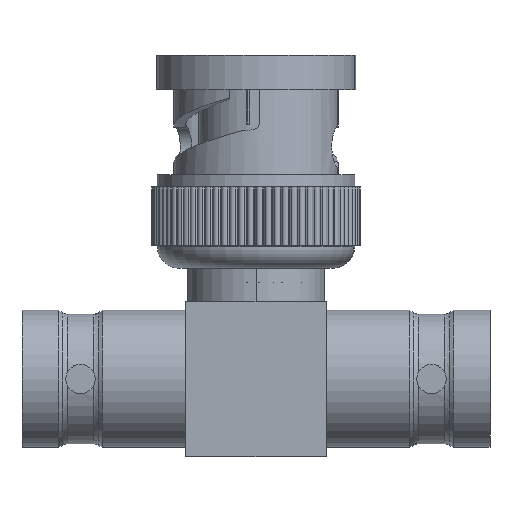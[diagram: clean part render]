
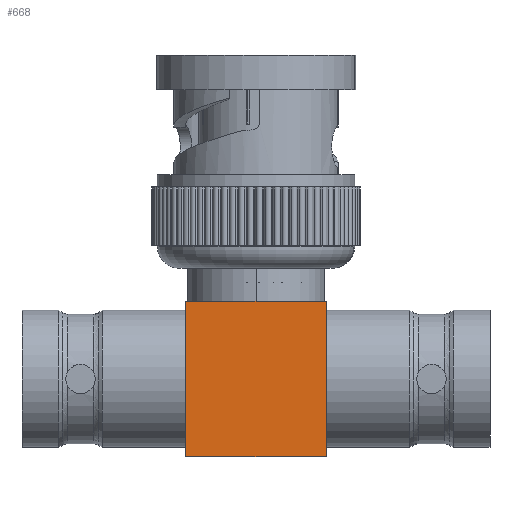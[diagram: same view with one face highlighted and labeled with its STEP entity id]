
A CAD part, left-side view. The second image highlights one B-rep face of the part: STEP entity #668.
In plain terms, the highlighted planar face has unit normal (-1, 0, 0).
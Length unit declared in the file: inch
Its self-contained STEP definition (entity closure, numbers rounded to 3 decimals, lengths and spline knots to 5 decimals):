
#645 = EDGE_CURVE ( 'NONE', #687, #649, #6131, .T. ) ;
#649 = VERTEX_POINT ( 'NONE', #6123 ) ;
#657 = ORIENTED_EDGE ( 'NONE', *, *, #645, .F. ) ;
#658 = ORIENTED_EDGE ( 'NONE', *, *, #659, .F. ) ;
#659 = EDGE_CURVE ( 'NONE', #702, #687, #6360, .T. ) ;
#660 = ORIENTED_EDGE ( 'NONE', *, *, #673, .T. ) ;
#668 = ADVANCED_FACE ( 'NONE', ( #6585 ), #6584, .F. ) ;
#669 = EDGE_LOOP ( 'NONE', ( #670, #657, #658, #660 ) ) ;
#670 = ORIENTED_EDGE ( 'NONE', *, *, #671, .T. ) ;
#671 = EDGE_CURVE ( 'NONE', #701, #649, #6579, .T. ) ;
#673 = EDGE_CURVE ( 'NONE', #702, #701, #6575, .T. ) ;
#687 = VERTEX_POINT ( 'NONE', #6548 ) ;
#701 = VERTEX_POINT ( 'NONE', #6517 ) ;
#702 = VERTEX_POINT ( 'NONE', #6516 ) ;
#6123 = CARTESIAN_POINT ( 'NONE',  ( -0.1925, -0.1925, -0.2125 ) ) ;
#6128 = DIRECTION ( 'NONE',  ( 0., 0., -1. ) ) ;
#6129 = VECTOR ( 'NONE', #6128, 39.37008 ) ;
#6130 = CARTESIAN_POINT ( 'NONE',  ( -0.1925, -0.1925, 0.2125 ) ) ;
#6131 = LINE ( 'NONE', #6130, #6129 ) ;
#6357 = DIRECTION ( 'NONE',  ( 0., -1., 0. ) ) ;
#6358 = VECTOR ( 'NONE', #6357, 39.37008 ) ;
#6359 = CARTESIAN_POINT ( 'NONE',  ( -0.1925, 0.1925, 0.2125 ) ) ;
#6360 = LINE ( 'NONE', #6359, #6358 ) ;
#6516 = CARTESIAN_POINT ( 'NONE',  ( -0.1925, 0.1925, 0.2125 ) ) ;
#6517 = CARTESIAN_POINT ( 'NONE',  ( -0.1925, 0.1925, -0.2125 ) ) ;
#6548 = CARTESIAN_POINT ( 'NONE',  ( -0.1925, -0.1925, 0.2125 ) ) ;
#6572 = DIRECTION ( 'NONE',  ( 0., 0., -1. ) ) ;
#6573 = VECTOR ( 'NONE', #6572, 39.37008 ) ;
#6574 = CARTESIAN_POINT ( 'NONE',  ( -0.1925, 0.1925, 0.2125 ) ) ;
#6575 = LINE ( 'NONE', #6574, #6573 ) ;
#6576 = DIRECTION ( 'NONE',  ( 0., -1., 0. ) ) ;
#6577 = VECTOR ( 'NONE', #6576, 39.37008 ) ;
#6578 = CARTESIAN_POINT ( 'NONE',  ( -0.1925, 0.1925, -0.2125 ) ) ;
#6579 = LINE ( 'NONE', #6578, #6577 ) ;
#6580 = DIRECTION ( 'NONE',  ( 0., 0., -1. ) ) ;
#6581 = DIRECTION ( 'NONE',  ( 1., 0., 0. ) ) ;
#6582 = CARTESIAN_POINT ( 'NONE',  ( -0.1925, 0.1925, 0.2125 ) ) ;
#6583 = AXIS2_PLACEMENT_3D ( 'NONE', #6582, #6581, #6580 ) ;
#6584 = PLANE ( 'NONE',  #6583 ) ;
#6585 = FACE_OUTER_BOUND ( 'NONE', #669, .T. ) ;
